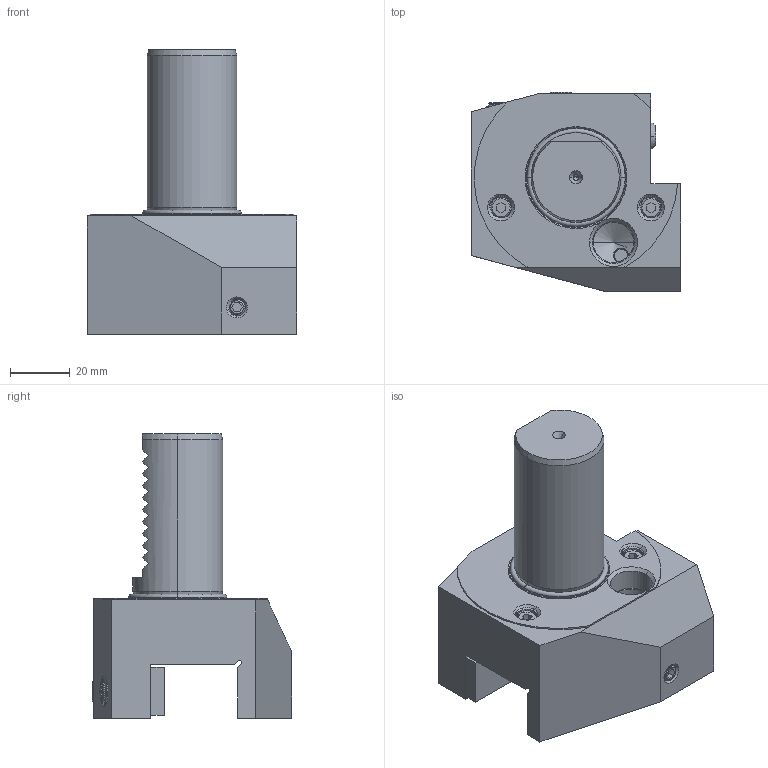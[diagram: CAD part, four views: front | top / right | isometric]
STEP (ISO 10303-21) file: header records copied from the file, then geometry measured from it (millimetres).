
FILE_DESCRIPTION (( 'STEP AP203' ), '1' );
FILE_NAME ('309.32.20.IK.STEP', '2017-12-26T02:51:29', ( '' ), ( '' ), 'SwSTEP 2.0', 'SolidWorks 2012', '' );
FILE_SCHEMA (( 'CONFIG_CONTROL_DESIGN' ));
Products named in the file (13): O型環8; 309.32.20.IK; M6螺絲投; 管螺文螺絲; 皿頭_M4xP0.7x8L; O型環; M10平頭螺絲; M4x20; M8尖頭螺絲; 16x5.8; 60x16x4.5; 2-44100006N4出水銅嘴; VDI30  B2
Assembly tree (15 placements, depth 2):
  309.32.20.IK
    VDI30  B2
    60x16x4.5
    2-44100006N4出水銅嘴
    16x5.8
    M4x20
    M8尖頭螺絲  x2
    M10平頭螺絲  x2
    O型環
    皿頭_M4xP0.7x8L
    管螺文螺絲
    M6螺絲投  x2
    O型環8
Bounding box: 70 x 66.5 x 95 mm (x, y, z)
Volume: 155978.1 mm3; surface area: 38890.8 mm2
Topology: 15 solids, 15 shells, 764 faces, 2096 edges, 1360 vertices
Faces by surface type: cylinder 408, plane 143, cone 141, bspline 48, torus 18, sphere 6
Entity records: 58820 total; most frequent: CARTESIAN_POINT 42976, ORIENTED_EDGE 3598, DIRECTION 2431, EDGE_CURVE 1799, VERTEX_POINT 1170, AXIS2_PLACEMENT_3D 880, EDGE_LOOP 691, LINE 671
